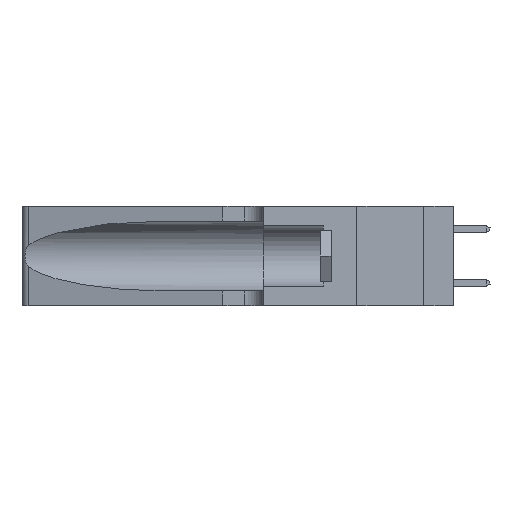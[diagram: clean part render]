
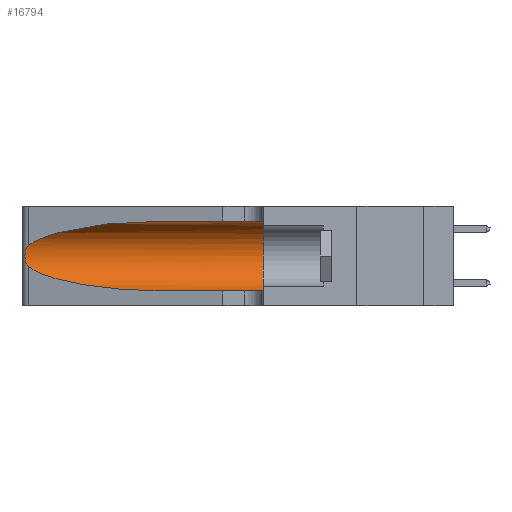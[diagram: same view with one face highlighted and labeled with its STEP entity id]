
A CAD part, left-side view. The second image highlights one B-rep face of the part: STEP entity #16794.
In plain terms, the highlighted cylindrical face has radius 3.308 mm (diameter 6.617 mm), a partial arc.
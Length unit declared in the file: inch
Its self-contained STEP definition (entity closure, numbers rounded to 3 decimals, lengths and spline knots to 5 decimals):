
#324 = CARTESIAN_POINT ( 'NONE',  ( 0.2373, 1.15595, 0.08982 ) ) ;
#641 = VECTOR ( 'NONE', #24909, 39.37008 ) ;
#665 = VERTEX_POINT ( 'NONE', #10043 ) ;
#1079 = CARTESIAN_POINT ( 'NONE',  ( 0.25487, 1.22718, 0.22369 ) ) ;
#1224 = EDGE_CURVE ( 'NONE', #13811, #24963, #18220, .T. ) ;
#1407 = LINE ( 'NONE', #20159, #641 ) ;
#1723 = CARTESIAN_POINT ( 'NONE',  ( 0.25639, 1.23186, 0.15144 ) ) ;
#2026 = EDGE_CURVE ( 'NONE', #665, #7131, #6911, .T. ) ;
#2243 = EDGE_CURVE ( 'NONE', #7131, #24103, #1407, .T. ) ;
#2776 = CARTESIAN_POINT ( 'NONE',  ( 0.25487, 1.22718, 0.14631 ) ) ;
#2808 = CARTESIAN_POINT ( 'NONE',  ( 0.1305, 0.35, 0.31525 ) ) ;
#3717 =( BOUNDED_CURVE ( )  B_SPLINE_CURVE ( 3, ( #5875, #24726, #15437, #1079 ),
 .UNSPECIFIED., .F., .T. ) 
 B_SPLINE_CURVE_WITH_KNOTS ( ( 4, 4 ),
 ( 1.5708, 2.84003 ),
 .UNSPECIFIED. ) 
 CURVE ( )  GEOMETRIC_REPRESENTATION_ITEM ( )  RATIONAL_B_SPLINE_CURVE ( ( 1., 0.87, 0.87, 1. ) ) 
 REPRESENTATION_ITEM ( '' )  );
#4158 = CARTESIAN_POINT ( 'NONE',  ( 0.25487, 1.22718, 0.14631 ) ) ;
#4252 = AXIS2_PLACEMENT_3D ( 'NONE', #13550, #29974, #15887 ) ;
#5211 = CARTESIAN_POINT ( 'NONE',  ( 0.18966, 0.96281, 0.05475 ) ) ;
#5477 = CARTESIAN_POINT ( 'NONE',  ( 0.1305, 0.72297, 0.05475 ) ) ;
#5875 = CARTESIAN_POINT ( 'NONE',  ( 0.1305, 0.72297, 0.31525 ) ) ;
#6516 = CARTESIAN_POINT ( 'NONE',  ( 0.25639, 1.23184, 0.21858 ) ) ;
#6911 =( BOUNDED_CURVE ( )  B_SPLINE_CURVE ( 3, ( #2776, #324, #5211, #21829 ),
 .UNSPECIFIED., .F., .F. ) 
 B_SPLINE_CURVE_WITH_KNOTS ( ( 4, 4 ),
 ( 3.44316, 4.71239 ),
 .UNSPECIFIED. ) 
 CURVE ( )  GEOMETRIC_REPRESENTATION_ITEM ( )  RATIONAL_B_SPLINE_CURVE ( ( 1., 0.87, 0.87, 1. ) ) 
 REPRESENTATION_ITEM ( '' )  );
#7131 = VERTEX_POINT ( 'NONE', #5477 ) ;
#7280 = EDGE_LOOP ( 'NONE', ( #24102, #28495, #14898, #14543, #22293, #9012 ) ) ;
#8917 = CARTESIAN_POINT ( 'NONE',  ( 0.25854, 1.2359, 0.20912 ) ) ;
#9012 = ORIENTED_EDGE ( 'NONE', *, *, #1224, .F. ) ;
#9179 = VERTEX_POINT ( 'NONE', #12701 ) ;
#9616 = EDGE_CURVE ( 'NONE', #13811, #9179, #3717, .T. ) ;
#10043 = CARTESIAN_POINT ( 'NONE',  ( 0.25487, 1.22718, 0.14631 ) ) ;
#10473 = VECTOR ( 'NONE', #28338, 39.37008 ) ;
#10852 = EDGE_CURVE ( 'NONE', #24963, #24103, #19116, .T. ) ;
#11224 = CARTESIAN_POINT ( 'NONE',  ( 0.25555, 1.22994, 0.2215 ) ) ;
#11325 = CARTESIAN_POINT ( 'NONE',  ( 0.26075, 1.23896, 0.19203 ) ) ;
#12701 = CARTESIAN_POINT ( 'NONE',  ( 0.25487, 1.22718, 0.22369 ) ) ;
#12907 = DIRECTION ( 'NONE',  ( 0., 1., 0. ) ) ;
#13550 = CARTESIAN_POINT ( 'NONE',  ( 0.1305, 1.61858, 0.185 ) ) ;
#13707 = CARTESIAN_POINT ( 'NONE',  ( 0.26017, 1.23833, 0.17102 ) ) ;
#13753 = EDGE_CURVE ( 'NONE', #9179, #665, #23034, .T. ) ;
#13811 = VERTEX_POINT ( 'NONE', #23273 ) ;
#14543 = ORIENTED_EDGE ( 'NONE', *, *, #2243, .T. ) ;
#14898 = ORIENTED_EDGE ( 'NONE', *, *, #2026, .T. ) ;
#15437 = CARTESIAN_POINT ( 'NONE',  ( 0.2373, 1.15595, 0.28018 ) ) ;
#15887 = DIRECTION ( 'NONE',  ( 0., 0., -1. ) ) ;
#16048 = CARTESIAN_POINT ( 'NONE',  ( 0.25789, 1.23486, 0.15765 ) ) ;
#16602 = CARTESIAN_POINT ( 'NONE',  ( 0.1305, 1.61858, 0.31525 ) ) ;
#16794 = ADVANCED_FACE ( 'NONE', ( #20753 ), #26274, .F. ) ;
#18220 = LINE ( 'NONE', #16602, #10473 ) ;
#18408 = CARTESIAN_POINT ( 'NONE',  ( 0.25555, 1.22993, 0.14849 ) ) ;
#19116 = CIRCLE ( 'NONE', #22451, 0.13025 ) ;
#20159 = CARTESIAN_POINT ( 'NONE',  ( 0.1305, 1.61858, 0.05475 ) ) ;
#20753 = FACE_OUTER_BOUND ( 'NONE', #7280, .T. ) ;
#21829 = CARTESIAN_POINT ( 'NONE',  ( 0.1305, 0.72297, 0.05475 ) ) ;
#22293 = ORIENTED_EDGE ( 'NONE', *, *, #10852, .F. ) ;
#22451 = AXIS2_PLACEMENT_3D ( 'NONE', #27008, #12907, #29356 ) ;
#23034 = B_SPLINE_CURVE_WITH_KNOTS ( 'NONE', 3,
 ( #27702, #11224, #6516, #23066, #8917, #25437, #11325, #27794, #13707, #30126, #16048, #1723, #18408, #4158 ),
 .UNSPECIFIED., .F., .F.,
 ( 4, 2, 2, 2, 2, 2, 4 ),
 ( 0., 0.00027, 0.00053, 0.00107, 0.0016, 0.00187, 0.00214 ),
 .UNSPECIFIED. ) ;
#23066 = CARTESIAN_POINT ( 'NONE',  ( 0.25787, 1.23484, 0.2124 ) ) ;
#23273 = CARTESIAN_POINT ( 'NONE',  ( 0.1305, 0.72297, 0.31525 ) ) ;
#23683 = CARTESIAN_POINT ( 'NONE',  ( 0.1305, 0.35, 0.05475 ) ) ;
#24102 = ORIENTED_EDGE ( 'NONE', *, *, #9616, .T. ) ;
#24103 = VERTEX_POINT ( 'NONE', #23683 ) ;
#24726 = CARTESIAN_POINT ( 'NONE',  ( 0.18966, 0.96281, 0.31525 ) ) ;
#24909 = DIRECTION ( 'NONE',  ( 0., -1., 0. ) ) ;
#24963 = VERTEX_POINT ( 'NONE', #2808 ) ;
#25437 = CARTESIAN_POINT ( 'NONE',  ( 0.26018, 1.23835, 0.19895 ) ) ;
#26274 = CYLINDRICAL_SURFACE ( 'NONE', #4252, 0.13025 ) ;
#27008 = CARTESIAN_POINT ( 'NONE',  ( 0.1305, 0.35, 0.185 ) ) ;
#27702 = CARTESIAN_POINT ( 'NONE',  ( 0.25487, 1.22718, 0.22369 ) ) ;
#27794 = CARTESIAN_POINT ( 'NONE',  ( 0.26075, 1.23896, 0.178 ) ) ;
#28338 = DIRECTION ( 'NONE',  ( 0., -1., 0. ) ) ;
#28495 = ORIENTED_EDGE ( 'NONE', *, *, #13753, .T. ) ;
#29356 = DIRECTION ( 'NONE',  ( 0., 0., 1. ) ) ;
#29974 = DIRECTION ( 'NONE',  ( 0., -1., 0. ) ) ;
#30126 = CARTESIAN_POINT ( 'NONE',  ( 0.25856, 1.23593, 0.16098 ) ) ;
